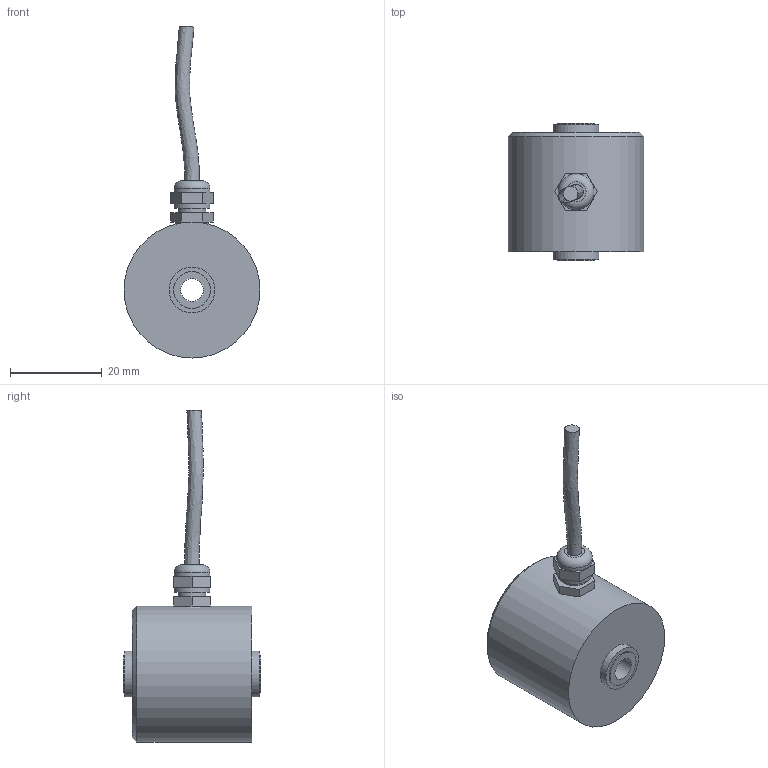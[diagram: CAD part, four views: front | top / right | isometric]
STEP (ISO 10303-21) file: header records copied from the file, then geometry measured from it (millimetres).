
FILE_DESCRIPTION( ( 'Unknown' ), '1' );
FILE_NAME( 'K18-5kN.stp', 'Unknown', ( 'Unknown' ), ( 'Unknown' ), 'PSStep 17.0.49', 'Unknown', ' ' );
FILE_SCHEMA( ( 'AUTOMOTIVE_DESIGN { 1 0 10303 214 1 1 1 1 }' ) );
Length unit declared in the file: millimetre
Products named in the file (4): Assem1; 1914-010_DOC-00064359; kv m6x1_doc-00040935; kabeldurchmesser 3_doc-00010703
Assembly tree (3 placements, depth 2):
  Assem1
    1914-010_DOC-00064359
    kv m6x1_doc-00040935
    kabeldurchmesser 3_doc-00010703
Bounding box: 29.6 x 30 x 72.27 mm (x, y, z)
Volume: 18269 mm3; surface area: 5216.4 mm2
Topology: 3 solids, 3 shells, 44 faces, 87 edges, 58 vertices
Faces by surface type: plane 27, cylinder 12, cone 2, torus 2, bspline 1
Full cylindrical faces by diameter (mm): 3.2 x1, 3.203 x1, 5 x1, 6 x2, 7.8 x2, 8 x2, 10 x2, 29.6 x1
Entity records: 1721 total; most frequent: CARTESIAN_POINT 451, DIRECTION 186, ORIENTED_EDGE 130, AXIS2_PLACEMENT_3D 75, EDGE_LOOP 74, EDGE_CURVE 65, FACE_OUTER_BOUND 59, VERTEX_POINT 54
